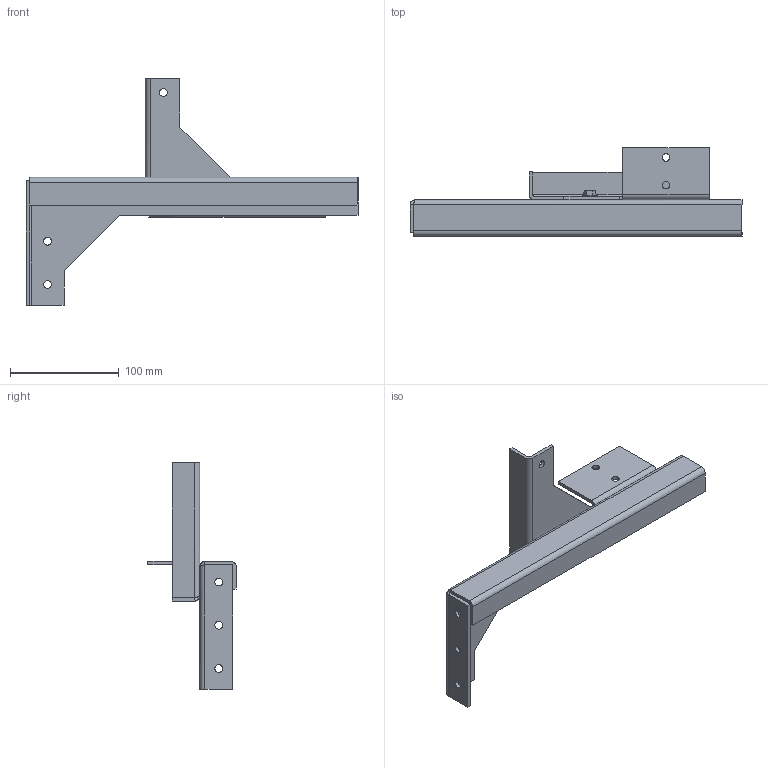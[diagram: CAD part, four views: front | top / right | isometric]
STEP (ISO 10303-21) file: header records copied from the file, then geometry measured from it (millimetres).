
FILE_DESCRIPTION (( 'STEP AP203' ), '1' );
FILE_NAME ('CWHW2.step', '2024-04-25T14:57:36', ( '' ), ( '' ), 'SwSTEP 2.0', 'SolidWorks 2023', '' );
FILE_SCHEMA (( 'CONFIG_CONTROL_DESIGN' ));
Length unit declared in the file: inch
Products named in the file (1): CWHW2
Bounding box: 304.8 x 80.96 x 208.03 mm (x, y, z)
Volume: 165019.3 mm3; surface area: 111743.1 mm2
Topology: 6 solids, 6 shells, 190 faces, 494 edges, 322 vertices
Faces by surface type: plane 100, cylinder 70, bspline 20
Entity records: 6477 total; most frequent: CARTESIAN_POINT 1723, ORIENTED_EDGE 988, DIRECTION 912, EDGE_CURVE 494, VERTEX_POINT 322, LINE 306, VECTOR 306, AXIS2_PLACEMENT_3D 303
